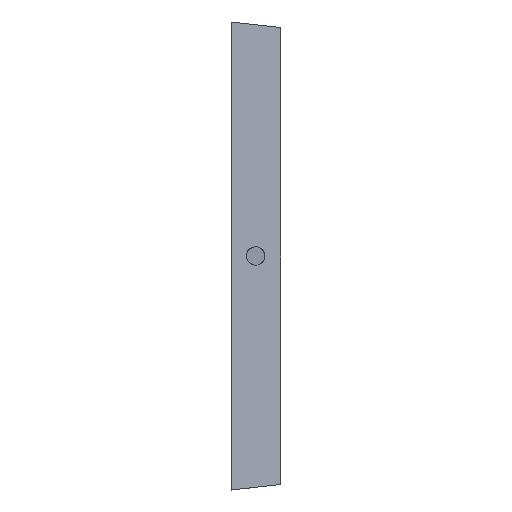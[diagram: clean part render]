
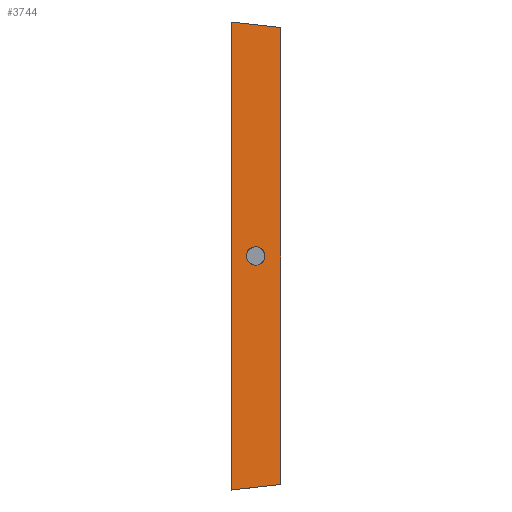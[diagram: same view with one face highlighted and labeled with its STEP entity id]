
A CAD part, left-side view. The second image highlights one B-rep face of the part: STEP entity #3744.
In plain terms, the highlighted planar face has unit normal (-0.994, -0.11, 0).
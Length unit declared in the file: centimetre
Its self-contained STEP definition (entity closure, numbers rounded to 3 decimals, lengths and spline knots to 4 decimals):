
#36=FACE_BOUND('',#475,.T.);
#92=PLANE('',#4113);
#332=FACE_OUTER_BOUND('',#474,.T.);
#474=EDGE_LOOP('',(#3269,#3270,#3271,#3272));
#475=EDGE_LOOP('',(#3273,#3274,#3275,#3276));
#720=B_SPLINE_CURVE_WITH_KNOTS('',3,(#6910,#6911,#6912,#6913),
 .UNSPECIFIED.,.F.,.F.,(4,4),(4.,4.8076),.UNSPECIFIED.);
#721=B_SPLINE_CURVE_WITH_KNOTS('',3,(#6915,#6916,#6917,#6918),
 .UNSPECIFIED.,.F.,.F.,(4,4),(4.8076,5.6152),
 .UNSPECIFIED.);
#722=B_SPLINE_CURVE_WITH_KNOTS('',3,(#6920,#6921,#6922,#6923),
 .UNSPECIFIED.,.F.,.F.,(4,4),(5.6152,6.4228),
 .UNSPECIFIED.);
#723=B_SPLINE_CURVE_WITH_KNOTS('',3,(#6924,#6925,#6926,#6927),
 .UNSPECIFIED.,.F.,.F.,(4,4),(6.4228,7.2304),
 .UNSPECIFIED.);
#787=LINE('',#6902,#1266);
#788=LINE('',#6904,#1267);
#789=LINE('',#6906,#1268);
#790=LINE('',#6907,#1269);
#1266=VECTOR('',#4361,1.);
#1267=VECTOR('',#4362,1.);
#1268=VECTOR('',#4363,1.);
#1269=VECTOR('',#4364,1.);
#1912=VERTEX_POINT('',#6900);
#1913=VERTEX_POINT('',#6901);
#1914=VERTEX_POINT('',#6903);
#1915=VERTEX_POINT('',#6905);
#1916=VERTEX_POINT('',#6908);
#1917=VERTEX_POINT('',#6909);
#1918=VERTEX_POINT('',#6914);
#1919=VERTEX_POINT('',#6919);
#2581=EDGE_CURVE('',#1912,#1913,#787,.T.);
#2582=EDGE_CURVE('',#1913,#1914,#788,.T.);
#2583=EDGE_CURVE('',#1914,#1915,#789,.T.);
#2584=EDGE_CURVE('',#1915,#1912,#790,.T.);
#2585=EDGE_CURVE('',#1916,#1917,#720,.T.);
#2586=EDGE_CURVE('',#1917,#1918,#721,.T.);
#2587=EDGE_CURVE('',#1918,#1919,#722,.T.);
#2588=EDGE_CURVE('',#1919,#1916,#723,.T.);
#3269=ORIENTED_EDGE('',*,*,#2581,.T.);
#3270=ORIENTED_EDGE('',*,*,#2582,.T.);
#3271=ORIENTED_EDGE('',*,*,#2583,.T.);
#3272=ORIENTED_EDGE('',*,*,#2584,.T.);
#3273=ORIENTED_EDGE('',*,*,#2585,.T.);
#3274=ORIENTED_EDGE('',*,*,#2586,.T.);
#3275=ORIENTED_EDGE('',*,*,#2587,.T.);
#3276=ORIENTED_EDGE('',*,*,#2588,.T.);
#3744=ADVANCED_FACE('',(#332,#36),#92,.T.);
#4113=AXIS2_PLACEMENT_3D('',#6899,#4359,#4360);
#4359=DIRECTION('center_axis',(-0.994,-0.11,0.));
#4360=DIRECTION('ref_axis',(0.,0.,1.));
#4361=DIRECTION('',(0.,0.,1.));
#4362=DIRECTION('',(-0.11,0.988,0.11));
#4363=DIRECTION('',(0.,0.,-1.));
#4364=DIRECTION('',(0.11,-0.988,0.11));
#6899=CARTESIAN_POINT('Origin',(-16.75,1.35,-12.7));
#6900=CARTESIAN_POINT('',(-16.6,0.,-12.4));
#6901=CARTESIAN_POINT('',(-16.6,0.,12.4));
#6902=CARTESIAN_POINT('',(-16.6,0.,-12.4));
#6903=CARTESIAN_POINT('',(-16.9,2.7,12.7));
#6904=CARTESIAN_POINT('',(-16.6,0.,12.4));
#6905=CARTESIAN_POINT('',(-16.9,2.7,-12.7));
#6906=CARTESIAN_POINT('',(-16.9,2.7,12.7));
#6907=CARTESIAN_POINT('',(-16.9,2.7,-12.7));
#6908=CARTESIAN_POINT('',(-16.752,1.3684,-0.5));
#6909=CARTESIAN_POINT('',(-16.8076,1.8684,0.));
#6910=CARTESIAN_POINT('Ctrl Pts',(-16.752,1.3684,-0.5));
#6911=CARTESIAN_POINT('Ctrl Pts',(-16.7826,1.6431,-0.5));
#6912=CARTESIAN_POINT('Ctrl Pts',(-16.8076,1.8684,-0.2776));
#6913=CARTESIAN_POINT('Ctrl Pts',(-16.8076,1.8684,0.));
#6914=CARTESIAN_POINT('',(-16.752,1.3684,0.5));
#6915=CARTESIAN_POINT('Ctrl Pts',(-16.8076,1.8684,0.));
#6916=CARTESIAN_POINT('Ctrl Pts',(-16.8076,1.8684,0.2776));
#6917=CARTESIAN_POINT('Ctrl Pts',(-16.7826,1.6431,0.5));
#6918=CARTESIAN_POINT('Ctrl Pts',(-16.752,1.3684,0.5));
#6919=CARTESIAN_POINT('',(-16.6965,0.8684,0.));
#6920=CARTESIAN_POINT('Ctrl Pts',(-16.752,1.3684,0.5));
#6921=CARTESIAN_POINT('Ctrl Pts',(-16.7215,1.0937,0.5));
#6922=CARTESIAN_POINT('Ctrl Pts',(-16.6965,0.8684,0.2776));
#6923=CARTESIAN_POINT('Ctrl Pts',(-16.6965,0.8684,0.));
#6924=CARTESIAN_POINT('Ctrl Pts',(-16.6965,0.8684,0.));
#6925=CARTESIAN_POINT('Ctrl Pts',(-16.6965,0.8684,-0.2776));
#6926=CARTESIAN_POINT('Ctrl Pts',(-16.7215,1.0937,-0.5));
#6927=CARTESIAN_POINT('Ctrl Pts',(-16.752,1.3684,-0.5));
